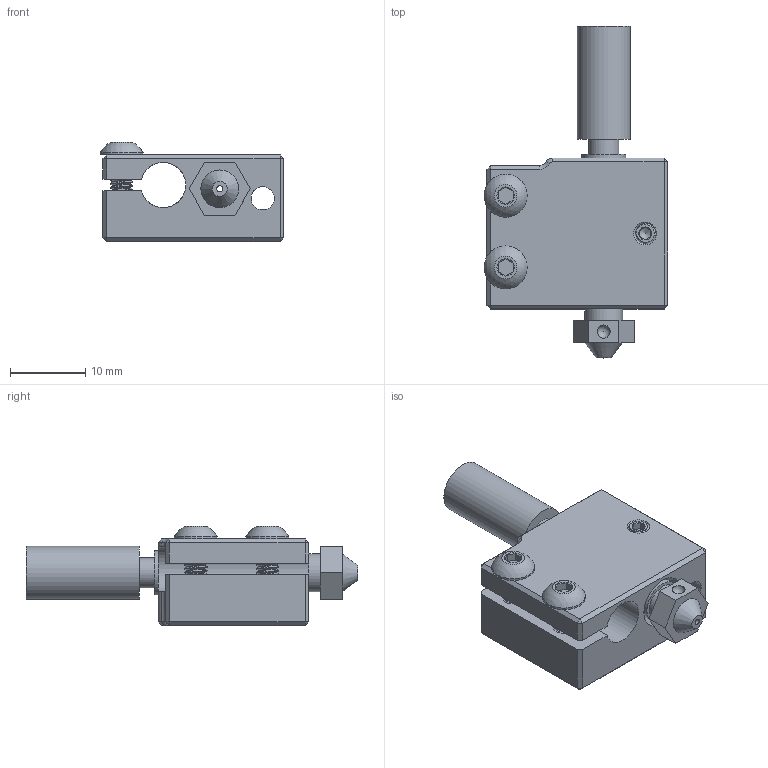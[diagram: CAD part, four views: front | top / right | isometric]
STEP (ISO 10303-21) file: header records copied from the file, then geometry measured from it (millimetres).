
FILE_DESCRIPTION(/* description */ (''),/* implementation_level */ '2;1');
FILE_NAME(/* name */ 'Volcano hotend - Assemble.step',/* time_stamp */ '2018-12-27T23:44:09+01:00',/* author */ (''),/* organization */ (''),/* preprocessor_version */ 'ST-DEVELOPER v17.2',/* originating_system */ 'Autodesk Translation Framework v7.6.0.251',/* authorisation */ '');
FILE_SCHEMA (('AUTOMOTIVE_DESIGN { 1 0 10303 214 3 1 1 }'));
Length unit declared in the file: millimetre
Products named in the file (8): Volcano hotend - Assemble; Volcano hotend; Nozzle 0.8mm; Throat with teflon tube; Teflon tube 1.75mm; Hardware; M3x0.5x10 - Button Head Hex Drive Screw; M3x0.5x3 - Flat-Tip Set Screw
Assembly tree (8 placements, depth 3):
  Volcano hotend - Assemble
    Volcano hotend
    Nozzle 0.8mm
    Throat with teflon tube
      Teflon tube 1.75mm
    Hardware
      M3x0.5x10 - Button Head Hex Drive Screw  x2
      M3x0.5x3 - Flat-Tip Set Screw
Bounding box: 24.35 x 44 x 13.15 mm (x, y, z)
Volume: 5235.3 mm3; surface area: 5080.8 mm2
Topology: 7 solids, 7 shells, 261 faces, 644 edges, 407 vertices
Faces by surface type: cylinder 120, plane 92, cone 40, bspline 6, sphere 3
Full cylindrical faces by diameter (mm): 0.8 x1, 1.75 x1, 2.35 x45, 2.529 x3, 3 x43, 3.1 x1, 3.2 x1, 4 x2, 5 x1, 5.035 x1, 5.7 x2, 5.884 x2, 7 x1
Entity records: 9574 total; most frequent: CARTESIAN_POINT 4909, ORIENTED_EDGE 958, DIRECTION 889, EDGE_CURVE 479, AXIS2_PLACEMENT_3D 330, VERTEX_POINT 301, LINE 229, VECTOR 229
